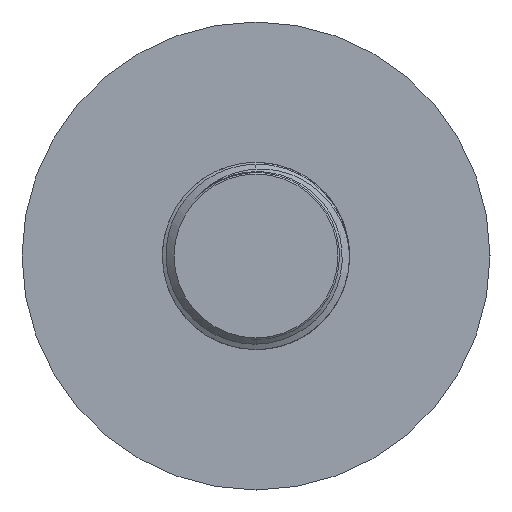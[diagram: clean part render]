
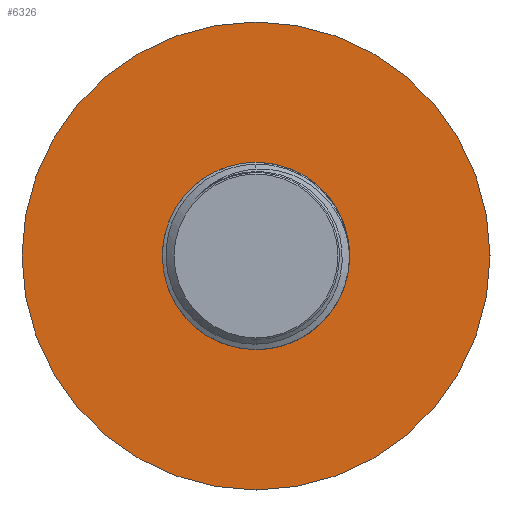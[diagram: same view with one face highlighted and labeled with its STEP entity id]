
A CAD part, front view. The second image highlights one B-rep face of the part: STEP entity #6326.
In plain terms, the highlighted planar face has unit normal (0, -1, 0).
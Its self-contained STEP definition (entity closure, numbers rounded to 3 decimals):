
#87 = PLANE ( 'NONE',  #7682 ) ;
#230 = CIRCLE ( 'NONE', #3104, 4. ) ;
#268 = CARTESIAN_POINT ( 'NONE',  ( 0., 0., 0. ) ) ;
#665 = FACE_OUTER_BOUND ( 'NONE', #4497, .T. ) ;
#802 = DIRECTION ( 'NONE',  ( 0., 1., 0. ) ) ;
#984 = DIRECTION ( 'NONE',  ( 0., 0., 1. ) ) ;
#1455 = CARTESIAN_POINT ( 'NONE',  ( 0., 0., 0. ) ) ;
#1581 = CARTESIAN_POINT ( 'NONE',  ( 10., 0., 0. ) ) ;
#1704 = CARTESIAN_POINT ( 'NONE',  ( 0., 0., 0. ) ) ;
#1707 = EDGE_CURVE ( 'NONE', #7910, #6400, #3889, .T. ) ;
#1831 = AXIS2_PLACEMENT_3D ( 'NONE', #7920, #3780, #8667 ) ;
#2155 = DIRECTION ( 'NONE',  ( -1., 0., 0. ) ) ;
#2166 = EDGE_CURVE ( 'NONE', #5096, #7368, #5594, .T. ) ;
#2401 = DIRECTION ( 'NONE',  ( 0., 0., 1. ) ) ;
#2536 = FACE_BOUND ( 'NONE', #3269, .T. ) ;
#3104 = AXIS2_PLACEMENT_3D ( 'NONE', #268, #5133, #984 ) ;
#3247 = CARTESIAN_POINT ( 'NONE',  ( 0., 0., -4. ) ) ;
#3269 = EDGE_LOOP ( 'NONE', ( #4089, #7963 ) ) ;
#3780 = DIRECTION ( 'NONE',  ( 0., 1., 0. ) ) ;
#3889 = CIRCLE ( 'NONE', #1831, 10. ) ;
#3982 = AXIS2_PLACEMENT_3D ( 'NONE', #1455, #6280, #2155 ) ;
#4089 = ORIENTED_EDGE ( 'NONE', *, *, #5505, .T. ) ;
#4497 = EDGE_LOOP ( 'NONE', ( #6393, #6353 ) ) ;
#4927 = CARTESIAN_POINT ( 'NONE',  ( 0., 0., 0. ) ) ;
#5096 = VERTEX_POINT ( 'NONE', #3247 ) ;
#5133 = DIRECTION ( 'NONE',  ( 0., 1., 0. ) ) ;
#5505 = EDGE_CURVE ( 'NONE', #7368, #5096, #230, .T. ) ;
#5594 = CIRCLE ( 'NONE', #6265, 4. ) ;
#5655 = DIRECTION ( 'NONE',  ( -1., 0., 0. ) ) ;
#6101 = CARTESIAN_POINT ( 'NONE',  ( 0., 0., 4. ) ) ;
#6265 = AXIS2_PLACEMENT_3D ( 'NONE', #1704, #6520, #2401 ) ;
#6272 = EDGE_CURVE ( 'NONE', #6400, #7910, #6624, .T. ) ;
#6280 = DIRECTION ( 'NONE',  ( 0., 1., 0. ) ) ;
#6326 = ADVANCED_FACE ( 'NONE', ( #2536, #665 ), #87, .F. ) ;
#6353 = ORIENTED_EDGE ( 'NONE', *, *, #6272, .F. ) ;
#6393 = ORIENTED_EDGE ( 'NONE', *, *, #1707, .F. ) ;
#6400 = VERTEX_POINT ( 'NONE', #1581 ) ;
#6520 = DIRECTION ( 'NONE',  ( 0., 1., 0. ) ) ;
#6624 = CIRCLE ( 'NONE', #3982, 10. ) ;
#7368 = VERTEX_POINT ( 'NONE', #6101 ) ;
#7682 = AXIS2_PLACEMENT_3D ( 'NONE', #4927, #802, #5655 ) ;
#7910 = VERTEX_POINT ( 'NONE', #7991 ) ;
#7920 = CARTESIAN_POINT ( 'NONE',  ( 0., 0., 0. ) ) ;
#7963 = ORIENTED_EDGE ( 'NONE', *, *, #2166, .T. ) ;
#7991 = CARTESIAN_POINT ( 'NONE',  ( -10., 0., 0. ) ) ;
#8667 = DIRECTION ( 'NONE',  ( -1., 0., 0. ) ) ;
